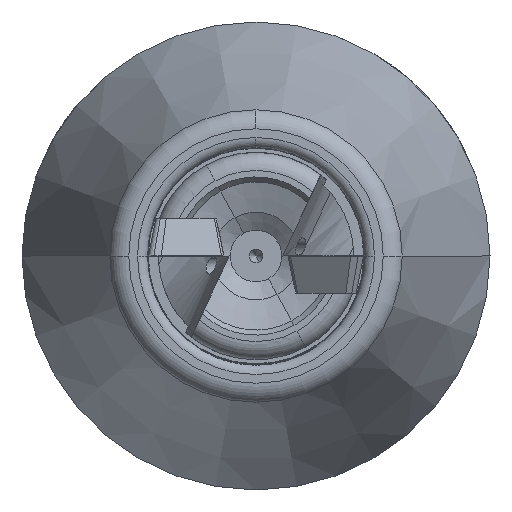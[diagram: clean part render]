
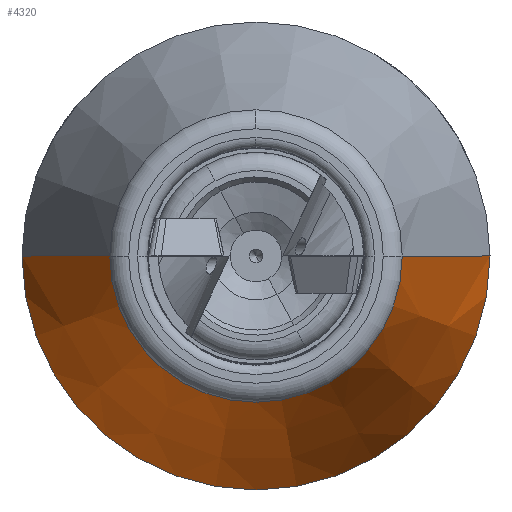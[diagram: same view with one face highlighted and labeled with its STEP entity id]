
A CAD part, front view. The second image highlights one B-rep face of the part: STEP entity #4320.
In plain terms, the highlighted conical face has half-angle 19.892 degrees and reference radius 27.875 mm.
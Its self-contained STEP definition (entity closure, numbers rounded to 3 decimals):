
#414=CIRCLE('',#4638,34.75);
#428=CIRCLE('',#4657,21.716);
#712=VECTOR('',#9855,1.);
#713=VECTOR('',#9858,1.);
#946=LINE('',#6486,#712);
#947=LINE('',#6489,#713);
#1263=VERTEX_POINT('',#6292);
#1264=VERTEX_POINT('',#6294);
#1281=VERTEX_POINT('',#6483);
#1282=VERTEX_POINT('',#6488);
#1872=EDGE_CURVE('',#1263,#1264,#414,.T.);
#1896=EDGE_CURVE('',#1263,#1281,#946,.T.);
#1897=EDGE_CURVE('',#1282,#1281,#428,.T.);
#1898=EDGE_CURVE('',#1282,#1264,#947,.T.);
#2742=ORIENTED_EDGE('',*,*,#1896,.T.);
#2743=ORIENTED_EDGE('',*,*,#1897,.F.);
#2744=ORIENTED_EDGE('',*,*,#1898,.T.);
#2745=ORIENTED_EDGE('',*,*,#1872,.F.);
#3731=EDGE_LOOP('',(#2742,#2743,#2744,#2745));
#4028=FACE_BOUND('',#3731,.T.);
#4320=ADVANCED_FACE('',(#4028),#10708,.T.);
#4638=AXIS2_PLACEMENT_3D('',#6293,#9817,#9818);
#4656=AXIS2_PLACEMENT_3D('',#6485,#9853,#9854);
#4657=AXIS2_PLACEMENT_3D('',#6487,#9856,#9857);
#6292=CARTESIAN_POINT('',(22.,0.,-34.75));
#6293=CARTESIAN_POINT('',(22.,0.,0.));
#6294=CARTESIAN_POINT('',(22.,0.,34.75));
#6483=CARTESIAN_POINT('',(58.021,0.,-21.716));
#6485=CARTESIAN_POINT('',(41.,0.,0.));
#6486=CARTESIAN_POINT('',(22.,0.,-34.75));
#6487=CARTESIAN_POINT('',(58.021,0.,0.));
#6488=CARTESIAN_POINT('',(58.021,0.,21.716));
#6489=CARTESIAN_POINT('',(58.021,0.,21.716));
#9817=DIRECTION('',(-1.,0.,0.));
#9818=DIRECTION('',(0.,0.,-34.75));
#9853=DIRECTION('',(-1.,0.,0.));
#9854=DIRECTION('',(0.,0.,-27.875));
#9855=DIRECTION('',(0.94,0.,0.34));
#9856=DIRECTION('',(1.,0.,0.));
#9857=DIRECTION('',(0.,0.,21.716));
#9858=DIRECTION('',(-0.94,0.,0.34));
#10708=CONICAL_SURFACE('',#4656,27.875,0.347);
